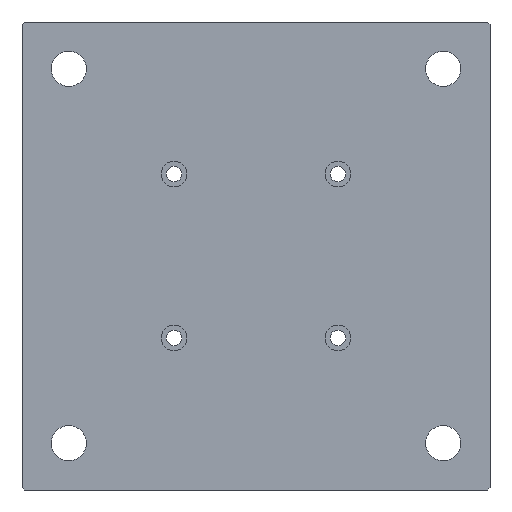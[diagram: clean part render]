
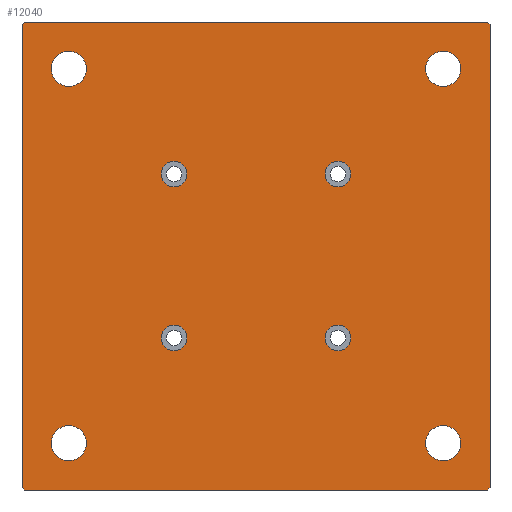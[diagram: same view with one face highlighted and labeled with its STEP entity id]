
A CAD part, front view. The second image highlights one B-rep face of the part: STEP entity #12040.
In plain terms, the highlighted planar face has unit normal (0, -1, 0).
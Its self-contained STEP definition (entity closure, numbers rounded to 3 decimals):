
#780=CARTESIAN_POINT('',(129.5,0.,135.));
#790=VERTEX_POINT('',#780);
#820=CARTESIAN_POINT('',(135.,0.,135.));
#830=DIRECTION('',(0.,1.,0.));
#840=DIRECTION('',(-1.,0.,0.));
#850=AXIS2_PLACEMENT_3D('',#820,#830,#840);
#860=CIRCLE('',#850,5.5);
#870=CARTESIAN_POINT('',(140.5,0.,135.));
#880=VERTEX_POINT('',#870);
#890=EDGE_CURVE('',#790,#880,#860,.T.);
#1780=CARTESIAN_POINT('',(70.5,0.,135.));
#1790=VERTEX_POINT('',#1780);
#1820=CARTESIAN_POINT('',(65.,0.,135.));
#1830=DIRECTION('',(0.,1.,0.));
#1840=DIRECTION('',(-1.,0.,0.));
#1850=AXIS2_PLACEMENT_3D('',#1820,#1830,#1840);
#1860=CIRCLE('',#1850,5.5);
#1870=CARTESIAN_POINT('',(59.5,0.,135.));
#1880=VERTEX_POINT('',#1870);
#1890=EDGE_CURVE('',#1790,#1880,#1860,.T.);
#2780=CARTESIAN_POINT('',(140.5,0.,65.));
#2790=VERTEX_POINT('',#2780);
#2820=CARTESIAN_POINT('',(135.,0.,65.));
#2830=DIRECTION('',(0.,1.,0.));
#2840=DIRECTION('',(-1.,0.,0.));
#2850=AXIS2_PLACEMENT_3D('',#2820,#2830,#2840);
#2860=CIRCLE('',#2850,5.5);
#2870=CARTESIAN_POINT('',(129.5,0.,65.));
#2880=VERTEX_POINT('',#2870);
#2890=EDGE_CURVE('',#2790,#2880,#2860,.T.);
#3780=CARTESIAN_POINT('',(59.5,0.,65.));
#3790=VERTEX_POINT('',#3780);
#3820=CARTESIAN_POINT('',(65.,0.,65.));
#3830=DIRECTION('',(0.,1.,0.));
#3840=DIRECTION('',(-1.,0.,0.));
#3850=AXIS2_PLACEMENT_3D('',#3820,#3830,#3840);
#3860=CIRCLE('',#3850,5.5);
#3870=CARTESIAN_POINT('',(70.5,0.,65.));
#3880=VERTEX_POINT('',#3870);
#3890=EDGE_CURVE('',#3790,#3880,#3860,.T.);
#4200=CARTESIAN_POINT('',(199.,0.,200.));
#4210=VERTEX_POINT('',#4200);
#4240=CARTESIAN_POINT('',(0.,0.,200.));
#4250=DIRECTION('',(1.,0.,0.));
#4260=VECTOR('',#4250,1.);
#4270=LINE('',#4240,#4260);
#4280=CARTESIAN_POINT('',(1.,0.,200.));
#4290=VERTEX_POINT('',#4280);
#4300=EDGE_CURVE('',#4290,#4210,#4270,.T.);
#5060=CARTESIAN_POINT('',(1.,0.,0.))
;
#5070=VERTEX_POINT('',#5060);
#5100=CARTESIAN_POINT('',(0.,0.,0.));
#5110=DIRECTION('',(-1.,0.,0.));
#5120=VECTOR('',#5110,1.);
#5130=LINE('',#5100,#5120);
#5140=CARTESIAN_POINT('',(199.,0.,0.));
#5150=VERTEX_POINT('',#5140);
#5160=EDGE_CURVE('',#5150,#5070,#5130,.T.);
#5530=CARTESIAN_POINT('',(200.,0.,199.));
#5540=VERTEX_POINT('',#5530);
#5570=CARTESIAN_POINT('',(399.,0.,0.));
#5580=DIRECTION('',(-0.707,0.,0.707));
#5590=VECTOR('',#5580,1.);
#5600=LINE('',#5570,#5590);
#5610=EDGE_CURVE('',#5540,#4210,#5600,.T.);
#5890=CARTESIAN_POINT('',(0.,0.,199.));
#5900=DIRECTION('',(-0.707,0.,-0.707));
#5910=VECTOR('',#5900,1.);
#5920=LINE('',#5890,#5910);
#5930=CARTESIAN_POINT('',(0.,0.,199.
));
#5940=VERTEX_POINT('',#5930);
#5950=EDGE_CURVE('',#4290,#5940,#5920,.T.);
#6120=CARTESIAN_POINT('',(0.,0.,0.));
#6130=DIRECTION('',(0.,0.,-1.));
#6140=VECTOR('',#6130,1.);
#6150=LINE('',#6120,#6140);
#6160=CARTESIAN_POINT('',(0.,0.,1.));
#6170=VERTEX_POINT('',#6160);
#6180=EDGE_CURVE('',#5940,#6170,#6150,.T.);
#6830=CARTESIAN_POINT('',(1.,0.,0.));
#6840=DIRECTION('',(0.707,0.,-0.707));
#6850=VECTOR('',#6840,1.);
#6860=LINE('',#6830,#6850);
#6870=EDGE_CURVE('',#6170,#5070,#6860,.T.);
#7210=CARTESIAN_POINT('',(200.,0.,1.));
#7220=VERTEX_POINT('',#7210);
#7270=CARTESIAN_POINT('',(200.,0.,0.));
#7280=DIRECTION('',(0.,0.,-1.));
#7290=VECTOR('',#7280,1.);
#7300=LINE('',#7270,#7290);
#7310=EDGE_CURVE('',#5540,#7220,#7300,.T.);
#7560=CARTESIAN_POINT('',(199.,0.,0.));
#7570=DIRECTION('',(0.707,0.,0.707));
#7580=VECTOR('',#7570,1.);
#7590=LINE('',#7560,#7580);
#7600=EDGE_CURVE('',#5150,#7220,#7590,.T.);
#7960=CARTESIAN_POINT('',(27.5,0.,20.));
#7970=VERTEX_POINT('',#7960);
#8130=CARTESIAN_POINT('',(12.5,0.,20.));
#8140=VERTEX_POINT('',#8130);
#8170=CARTESIAN_POINT('',(20.,0.,20.));
#8180=DIRECTION('',(0.,-1.,0.));
#8190=DIRECTION('',(-1.,0.,0.));
#8200=AXIS2_PLACEMENT_3D('',#8170,#8180,#8190);
#8210=CIRCLE('',#8200,7.5);
#8220=EDGE_CURVE('',#7970,#8140,#8210,.T.);
#8380=CARTESIAN_POINT('',(27.5,0.,180.));
#8390=VERTEX_POINT('',#8380);
#8550=CARTESIAN_POINT('',(12.5,0.,180.));
#8560=VERTEX_POINT('',#8550);
#8590=CARTESIAN_POINT('',(20.,0.,180.));
#8600=DIRECTION('',(0.,-1.,0.));
#8610=DIRECTION('',(-1.,0.,0.));
#8620=AXIS2_PLACEMENT_3D('',#8590,#8600,#8610);
#8630=CIRCLE('',#8620,7.5);
#8640=EDGE_CURVE('',#8390,#8560,#8630,.T.);
#8800=CARTESIAN_POINT('',(187.5,0.,180.));
#8810=VERTEX_POINT('',#8800);
#8970=CARTESIAN_POINT('',(172.5,0.,180.));
#8980=VERTEX_POINT('',#8970);
#9010=CARTESIAN_POINT('',(180.,0.,180.));
#9020=DIRECTION('',(0.,-1.,0.));
#9030=DIRECTION('',(-1.,0.,0.));
#9040=AXIS2_PLACEMENT_3D('',#9010,#9020,#9030);
#9050=CIRCLE('',#9040,7.5);
#9060=EDGE_CURVE('',#8810,#8980,#9050,.T.);
#9220=CARTESIAN_POINT('',(187.5,0.,20.));
#9230=VERTEX_POINT('',#9220);
#9390=CARTESIAN_POINT('',(172.5,0.,20.));
#9400=VERTEX_POINT('',#9390);
#9430=CARTESIAN_POINT('',(180.,0.,20.));
#9440=DIRECTION('',(0.,-1.,0.));
#9450=DIRECTION('',(-1.,0.,0.));
#9460=AXIS2_PLACEMENT_3D('',#9430,#9440,#9450);
#9470=CIRCLE('',#9460,7.5);
#9480=EDGE_CURVE('',#9230,#9400,#9470,.T.);
#9610=EDGE_CURVE('',#9400,#9230,#9470,.T.);
#9750=EDGE_CURVE('',#8140,#7970,#8210,.T.);
#9890=EDGE_CURVE('',#1880,#1790,#1860,.T.);
#10020=EDGE_CURVE('',#8560,#8390,#8630,.T.);
#10160=EDGE_CURVE('',#3880,#3790,#3860,.T.);
#10540=EDGE_CURVE('',#880,#790,#860,.T.);
#10680=EDGE_CURVE('',#8980,#8810,#9050,.T.);
#10920=EDGE_CURVE('',#2880,#2790,#2860,.T.);
#11570=CARTESIAN_POINT('',(160.,0.,91.));
#11580=DIRECTION('',(-0.,-1.,-0.));
#11590=DIRECTION('',(-1.,0.,0.));
#11600=AXIS2_PLACEMENT_3D('',#11570,#11580,#11590);
#11610=PLANE('',#11600);
#11620=ORIENTED_EDGE('',*,*,#10920,.T.);
#11630=ORIENTED_EDGE('',*,*,#2890,.T.);
#11640=EDGE_LOOP('',(#11630,#11620));
#11650=FACE_BOUND('',#11640,.T.);
#11660=ORIENTED_EDGE('',*,*,#5950,.T.);
#11670=ORIENTED_EDGE('',*,*,#4300,.F.);
#11680=ORIENTED_EDGE('',*,*,#5610,.T.);
#11690=ORIENTED_EDGE('',*,*,#7310,.F.);
#11700=ORIENTED_EDGE('',*,*,#7600,.T.);
#11710=ORIENTED_EDGE('',*,*,#5160,.F.);
#11720=ORIENTED_EDGE('',*,*,#6870,.T.);
#11730=ORIENTED_EDGE('',*,*,#6180,.T.);
#11740=EDGE_LOOP('',(#11730,#11720,#11710,#11700,#11690,#11680,#11670,
#11660));
#11750=FACE_OUTER_BOUND('',#11740,.T.);
#11760=ORIENTED_EDGE('',*,*,#1890,.T.);
#11770=ORIENTED_EDGE('',*,*,#9890,.T.);
#11780=EDGE_LOOP('',(#11770,#11760));
#11790=FACE_BOUND('',#11780,.T.);
#11800=ORIENTED_EDGE('',*,*,#10540,.T.);
#11810=ORIENTED_EDGE('',*,*,#890,.T.);
#11820=EDGE_LOOP('',(#11810,#11800));
#11830=FACE_BOUND('',#11820,.T.);
#11840=ORIENTED_EDGE('',*,*,#3890,.T.);
#11850=ORIENTED_EDGE('',*,*,#10160,.T.);
#11860=EDGE_LOOP('',(#11850,#11840));
#11870=FACE_BOUND('',#11860,.T.);
#11880=ORIENTED_EDGE('',*,*,#9750,.F.);
#11890=ORIENTED_EDGE('',*,*,#8220,.F.);
#11900=EDGE_LOOP('',(#11890,#11880));
#11910=FACE_BOUND('',#11900,.T.);
#11920=ORIENTED_EDGE('',*,*,#10020,.F.);
#11930=ORIENTED_EDGE('',*,*,#8640,.F.);
#11940=EDGE_LOOP('',(#11930,#11920));
#11950=FACE_BOUND('',#11940,.T.);
#11960=ORIENTED_EDGE('',*,*,#10680,.F.);
#11970=ORIENTED_EDGE('',*,*,#9060,.F.);
#11980=EDGE_LOOP('',(#11970,#11960));
#11990=FACE_BOUND('',#11980,.T.);
#12000=ORIENTED_EDGE('',*,*,#9610,.F.);
#12010=ORIENTED_EDGE('',*,*,#9480,.F.);
#12020=EDGE_LOOP('',(#12010,#12000));
#12030=FACE_BOUND('',#12020,.T.);
#12040=ADVANCED_FACE('',(#11650,#11750,#11790,#11830,#11870,#11910,
#11950,#11990,#12030),#11610,.T.);
